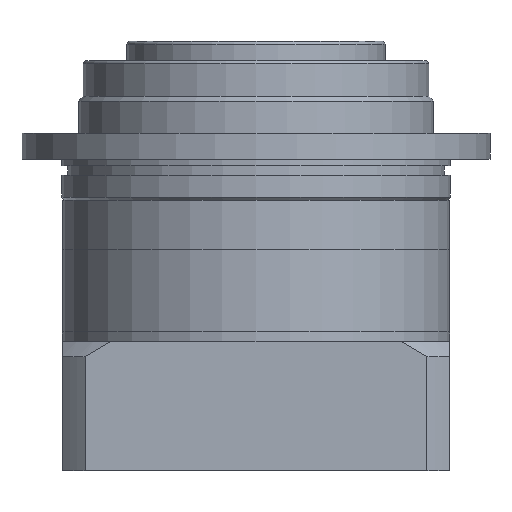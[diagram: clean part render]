
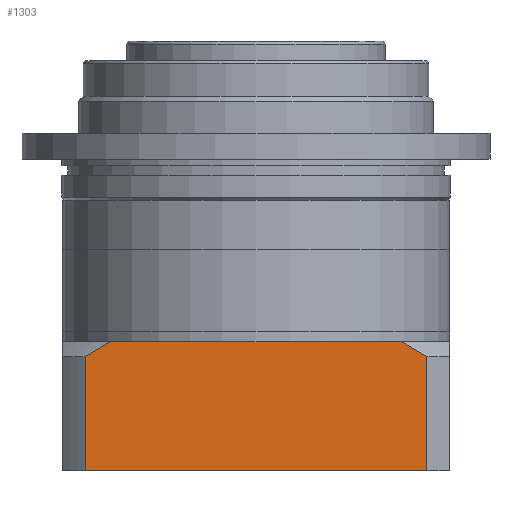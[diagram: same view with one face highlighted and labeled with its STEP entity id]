
A CAD part, front view. The second image highlights one B-rep face of the part: STEP entity #1303.
In plain terms, the highlighted planar face has unit normal (0, -1, 0).
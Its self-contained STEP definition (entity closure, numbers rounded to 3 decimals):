
#276 = EDGE_LOOP ( 'NONE', ( #4955, #4408, #970, #856, #1915, #6753, #5206 ) ) ;
#331 = VECTOR ( 'NONE', #8106, 1000. ) ;
#856 = ORIENTED_EDGE ( 'NONE', *, *, #1508, .T. ) ;
#940 = CARTESIAN_POINT ( 'NONE',  ( -52.915, -60., -4.663 ) ) ;
#970 = ORIENTED_EDGE ( 'NONE', *, *, #4315, .T. ) ;
#1009 = CARTESIAN_POINT ( 'NONE',  ( -50.308, -60., -3.055 ) ) ;
#1199 = DIRECTION ( 'NONE',  ( 0., 0., 1. ) ) ;
#1254 = CARTESIAN_POINT ( 'NONE',  ( 45., -60., 0. ) ) ;
#1303 = ADVANCED_FACE ( 'NONE', ( #5717 ), #4575, .F. ) ;
#1351 = CARTESIAN_POINT ( 'NONE',  ( 52.915, -60., -40. ) ) ;
#1374 = VERTEX_POINT ( 'NONE', #2556 ) ;
#1508 = EDGE_CURVE ( 'NONE', #7593, #1783, #2830, .T. ) ;
#1519 = CARTESIAN_POINT ( 'NONE',  ( 52.915, -60., 0. ) ) ;
#1598 = VERTEX_POINT ( 'NONE', #2208 ) ;
#1620 = CARTESIAN_POINT ( 'NONE',  ( -52.915, -60., -40. ) ) ;
#1783 = VERTEX_POINT ( 'NONE', #8145 ) ;
#1793 = CARTESIAN_POINT ( 'NONE',  ( 52.915, -60., 0. ) ) ;
#1867 = AXIS2_PLACEMENT_3D ( 'NONE', #1351, #7739, #3274 ) ;
#1915 = ORIENTED_EDGE ( 'NONE', *, *, #5922, .T. ) ;
#2008 = VECTOR ( 'NONE', #4795, 1000. ) ;
#2208 = CARTESIAN_POINT ( 'NONE',  ( 52.915, -60., -4.663 ) ) ;
#2218 = EDGE_CURVE ( 'NONE', #5481, #4360, #5390, .T. ) ;
#2246 = LINE ( 'NONE', #5025, #6924 ) ;
#2556 = CARTESIAN_POINT ( 'NONE',  ( 52.915, -60., -40. ) ) ;
#2830 = LINE ( 'NONE', #1793, #6011 ) ;
#2908 = CARTESIAN_POINT ( 'NONE',  ( -45., -60., 0. ) ) ;
#3274 = DIRECTION ( 'NONE',  ( 0., 0., 1. ) ) ;
#3475 = VECTOR ( 'NONE', #7284, 1000. ) ;
#3564 = CARTESIAN_POINT ( 'NONE',  ( -47.673, -60., -1.496 ) ) ;
#3809 = CARTESIAN_POINT ( 'NONE',  ( 52.915, -60., -4.663 ) ) ;
#4286 = CARTESIAN_POINT ( 'NONE',  ( 52.915, -60., -40. ) ) ;
#4315 = EDGE_CURVE ( 'NONE', #4692, #7593, #5165, .T. ) ;
#4360 = VERTEX_POINT ( 'NONE', #940 ) ;
#4408 = ORIENTED_EDGE ( 'NONE', *, *, #7208, .T. ) ;
#4575 = PLANE ( 'NONE',  #1867 ) ;
#4692 = VERTEX_POINT ( 'NONE', #5479 ) ;
#4795 = DIRECTION ( 'NONE',  ( 0., 0., 1. ) ) ;
#4955 = ORIENTED_EDGE ( 'NONE', *, *, #7153, .T. ) ;
#5025 = CARTESIAN_POINT ( 'NONE',  ( 52.915, -60., -40. ) ) ;
#5091 = CARTESIAN_POINT ( 'NONE',  ( 47.673, -60., -1.496 ) ) ;
#5165 = LINE ( 'NONE', #1519, #3475 ) ;
#5206 = ORIENTED_EDGE ( 'NONE', *, *, #8138, .F. ) ;
#5390 = LINE ( 'NONE', #1620, #2008 ) ;
#5462 = CARTESIAN_POINT ( 'NONE',  ( -52.915, -60., -4.663 ) ) ;
#5479 = CARTESIAN_POINT ( 'NONE',  ( 45., -60., 0. ) ) ;
#5481 = VERTEX_POINT ( 'NONE', #6716 ) ;
#5608 = DIRECTION ( 'NONE',  ( -1., 0., 0. ) ) ;
#5612 = LINE ( 'NONE', #4286, #331 ) ;
#5717 = FACE_OUTER_BOUND ( 'NONE', #276, .T. ) ;
#5922 = EDGE_CURVE ( 'NONE', #1783, #4360, #6463, .T. ) ;
#6011 = VECTOR ( 'NONE', #5608, 1000. ) ;
#6463 = B_SPLINE_CURVE_WITH_KNOTS ( 'NONE', 3,
 ( #2908, #3564, #1009, #5462 ),
 .UNSPECIFIED., .F., .F.,
 ( 4, 4 ),
 ( 0., 0.009 ),
 .UNSPECIFIED. ) ;
#6716 = CARTESIAN_POINT ( 'NONE',  ( -52.915, -60., -40. ) ) ;
#6753 = ORIENTED_EDGE ( 'NONE', *, *, #2218, .F. ) ;
#6924 = VECTOR ( 'NONE', #1199, 1000. ) ;
#7153 = EDGE_CURVE ( 'NONE', #1374, #1598, #2246, .T. ) ;
#7208 = EDGE_CURVE ( 'NONE', #1598, #4692, #7445, .T. ) ;
#7284 = DIRECTION ( 'NONE',  ( -1., 0., 0. ) ) ;
#7445 = B_SPLINE_CURVE_WITH_KNOTS ( 'NONE', 3,
 ( #3809, #7645, #5091, #1254 ),
 .UNSPECIFIED., .F., .F.,
 ( 4, 4 ),
 ( 0., 0.009 ),
 .UNSPECIFIED. ) ;
#7494 = CARTESIAN_POINT ( 'NONE',  ( 0., -60., 0. ) ) ;
#7593 = VERTEX_POINT ( 'NONE', #7494 ) ;
#7645 = CARTESIAN_POINT ( 'NONE',  ( 50.308, -60., -3.055 ) ) ;
#7739 = DIRECTION ( 'NONE',  ( 0., 1., 0. ) ) ;
#8106 = DIRECTION ( 'NONE',  ( -1., 0., 0. ) ) ;
#8138 = EDGE_CURVE ( 'NONE', #1374, #5481, #5612, .T. ) ;
#8145 = CARTESIAN_POINT ( 'NONE',  ( -45., -60., 0. ) ) ;
